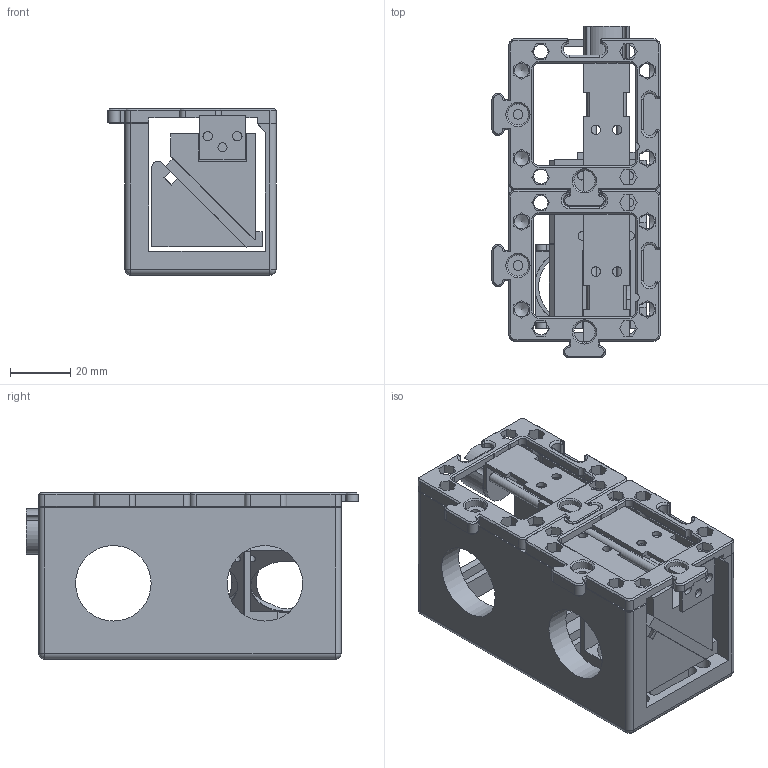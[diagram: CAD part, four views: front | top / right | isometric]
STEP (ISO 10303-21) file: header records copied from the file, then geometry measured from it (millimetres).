
FILE_DESCRIPTION(/* description */ (''),/* implementation_level */ '2;1');
FILE_NAME(/* name */ 'Assembly_Cube_Dichroic_Beamsplitter_multi_motorized_25x35_linearmotor_v3.iam.step',/* time_stamp */ '2022-11-29T09:03:13+01:00',/* author */ ('marsikovabarbora'),/* organization */ (''),/* preprocessor_version */ 'ST-DEVELOPER v18.1',/* originating_system */ 'Autodesk Inventor 2022',/* authorisation */ '');
FILE_SCHEMA (('AUTOMOTIVE_DESIGN { 1 0 10303 214 3 1 1 }'));
Length unit declared in the file: millimetre
Products named in the file (9): Assembly_Cube_Dichroic_Beamsplitter_multi_motorized_25x35_linearmotor
_v3; 30_Cube_Insert_Filter_Revolver_Filter_base_triple; Assebmly_Linear_Stepper_90mm; 00_Linear_Stepper_90mm; 00_Linear_Stepper_90mm_slide; 20_Cube_Insert_Beamsplittercube_motorized_base_slide_linearmotor; 30_Cube_Insert_Filter_Revolver_Filter_lid_linearmotor; 30_Cube_Insert_Filter_Revolver_Filter_lid_triple_linearmotor; 30_Cube_Insert_Filter_Revolver_Filter_lid_linearmotor_excitationfilte
r
Assembly tree (10 placements, depth 3):
  Assembly_Cube_Dichroic_Beamsplitter_multi_motorized_25x35_linearmotor
_v3
    30_Cube_Insert_Filter_Revolver_Filter_base_triple
    Assebmly_Linear_Stepper_90mm
      00_Linear_Stepper_90mm
      00_Linear_Stepper_90mm_slide
    20_Cube_Insert_Beamsplittercube_motorized_base_slide_linearmotor  x2
    30_Cube_Insert_Filter_Revolver_Filter_lid_linearmotor  x2
    30_Cube_Insert_Filter_Revolver_Filter_lid_triple_linearmotor
    30_Cube_Insert_Filter_Revolver_Filter_lid_linearmotor_excitationfilte
r
Bounding box: 55.6 x 109.86 x 55.1 mm (x, y, z)
Volume: 92410.7 mm3; surface area: 63778.6 mm2
Topology: 13 solids, 13 shells, 692 faces, 1907 edges, 1224 vertices
Faces by surface type: plane 409, cylinder 190, cone 73, sphere 12, torus 8
Full cylindrical faces by diameter (mm): 2.5 x2, 2.8 x18, 2.87 x1, 3 x5, 3.1 x6, 3.14 x4, 3.2 x2, 4.8 x20, 7 x4, 23 x1, 23.7 x2, 25 x4, 25.7 x2, 26 x2
Entity records: 15920 total; most frequent: CARTESIAN_POINT 2866, DIRECTION 2643, ORIENTED_EDGE 2590, EDGE_CURVE 1295, AXIS2_PLACEMENT_3D 884, LINE 875, VECTOR 875, VERTEX_POINT 842
